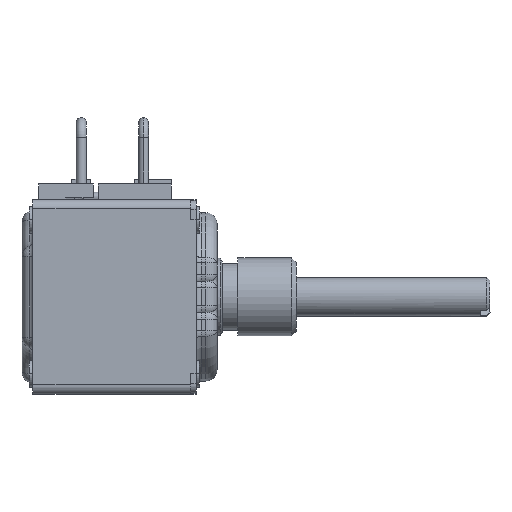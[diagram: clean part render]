
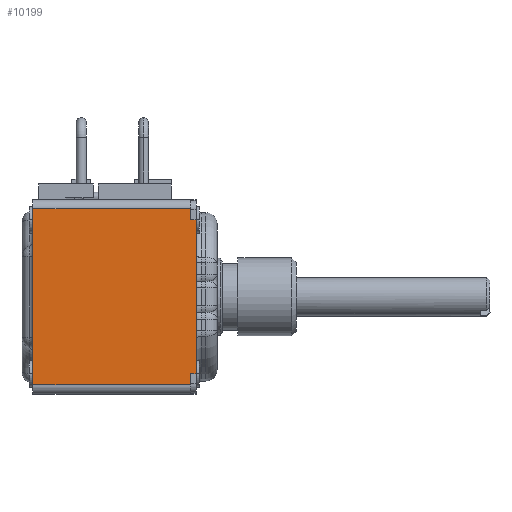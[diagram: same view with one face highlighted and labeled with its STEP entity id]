
A CAD part, left-side view. The second image highlights one B-rep face of the part: STEP entity #10199.
In plain terms, the highlighted planar face has unit normal (-1, 0, 0).
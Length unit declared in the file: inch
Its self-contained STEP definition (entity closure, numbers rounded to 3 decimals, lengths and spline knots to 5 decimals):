
#184=DIRECTION('',(0.,0.,1.));
#185=VECTOR('',#184,0.565);
#186=CARTESIAN_POINT('',(-0.3125,0.07,-0.2825));
#187=LINE('',#186,#185);
#2646=DIRECTION('',(0.,0.,1.));
#2647=VECTOR('',#2646,0.0355);
#2648=CARTESIAN_POINT('',(-0.3125,-0.436,-0.2825));
#2649=LINE('',#2648,#2647);
#2654=DIRECTION('',(0.,0.,1.));
#2655=VECTOR('',#2654,0.0355);
#2656=CARTESIAN_POINT('',(-0.3125,-0.436,0.247));
#2657=LINE('',#2656,#2655);
#2952=DIRECTION('',(0.,1.,0.));
#2953=VECTOR('',#2952,0.018);
#2954=CARTESIAN_POINT('',(-0.3125,-0.454,-0.247));
#2955=LINE('',#2954,#2953);
#2960=DIRECTION('',(0.,-1.,0.));
#2961=VECTOR('',#2960,0.506);
#2962=CARTESIAN_POINT('',(-0.3125,0.07,-0.2825));
#2963=LINE('',#2962,#2961);
#3075=DIRECTION('',(0.,0.,-1.));
#3076=VECTOR('',#3075,0.494);
#3077=CARTESIAN_POINT('',(-0.3125,-0.454,0.247));
#3078=LINE('',#3077,#3076);
#3288=DIRECTION('',(0.,1.,0.));
#3289=VECTOR('',#3288,0.018);
#3290=CARTESIAN_POINT('',(-0.3125,-0.454,0.247));
#3291=LINE('',#3290,#3289);
#4280=DIRECTION('',(0.,1.,0.));
#4281=VECTOR('',#4280,0.506);
#4282=CARTESIAN_POINT('',(-0.3125,-0.436,0.2825));
#4283=LINE('',#4282,#4281);
#5041=CARTESIAN_POINT('',(-0.3125,-0.436,-0.2825));
#5043=VERTEX_POINT('',#5041);
#5046=CARTESIAN_POINT('',(-0.3125,-0.436,0.2825));
#5048=VERTEX_POINT('',#5046);
#5215=CARTESIAN_POINT('',(-0.3125,-0.454,-0.247));
#5217=VERTEX_POINT('',#5215);
#5249=CARTESIAN_POINT('',(-0.3125,-0.454,0.247));
#5250=VERTEX_POINT('',#5249);
#5425=CARTESIAN_POINT('',(-0.3125,-0.436,-0.247));
#5427=VERTEX_POINT('',#5425);
#5429=CARTESIAN_POINT('',(-0.3125,-0.436,0.247));
#5431=VERTEX_POINT('',#5429);
#5793=CARTESIAN_POINT('',(-0.3125,0.07,-0.2825));
#5794=CARTESIAN_POINT('',(-0.3125,0.07,0.2825));
#5795=VERTEX_POINT('',#5793);
#5796=VERTEX_POINT('',#5794);
#10180=CARTESIAN_POINT('',(-0.3125,0.,-0.3125));
#10181=DIRECTION('',(-1.,0.,0.));
#10182=DIRECTION('',(0.,0.,1.));
#10183=AXIS2_PLACEMENT_3D('',#10180,#10181,#10182);
#10184=PLANE('',#10183);
#10186=ORIENTED_EDGE('',*,*,#10185,.F.);
#10187=ORIENTED_EDGE('',*,*,#6657,.T.);
#10189=ORIENTED_EDGE('',*,*,#10188,.F.);
#10190=ORIENTED_EDGE('',*,*,#9801,.F.);
#10192=ORIENTED_EDGE('',*,*,#10191,.F.);
#10194=ORIENTED_EDGE('',*,*,#10193,.T.);
#10195=ORIENTED_EDGE('',*,*,#10171,.T.);
#10196=ORIENTED_EDGE('',*,*,#9789,.F.);
#10197=EDGE_LOOP('',(#10186,#10187,#10189,#10190,#10192,#10194,#10195,#10196));
#10198=FACE_OUTER_BOUND('',#10197,.F.);
#10199=ADVANCED_FACE('',(#10198),#10184,.T.);
#6657=EDGE_CURVE('',#5795,#5796,#187,.T.);
#9789=EDGE_CURVE('',#5043,#5427,#2649,.T.);
#9801=EDGE_CURVE('',#5431,#5048,#2657,.T.);
#10171=EDGE_CURVE('',#5217,#5427,#2955,.T.);
#10185=EDGE_CURVE('',#5795,#5043,#2963,.T.);
#10188=EDGE_CURVE('',#5048,#5796,#4283,.T.);
#10191=EDGE_CURVE('',#5250,#5431,#3291,.T.);
#10193=EDGE_CURVE('',#5250,#5217,#3078,.T.);
